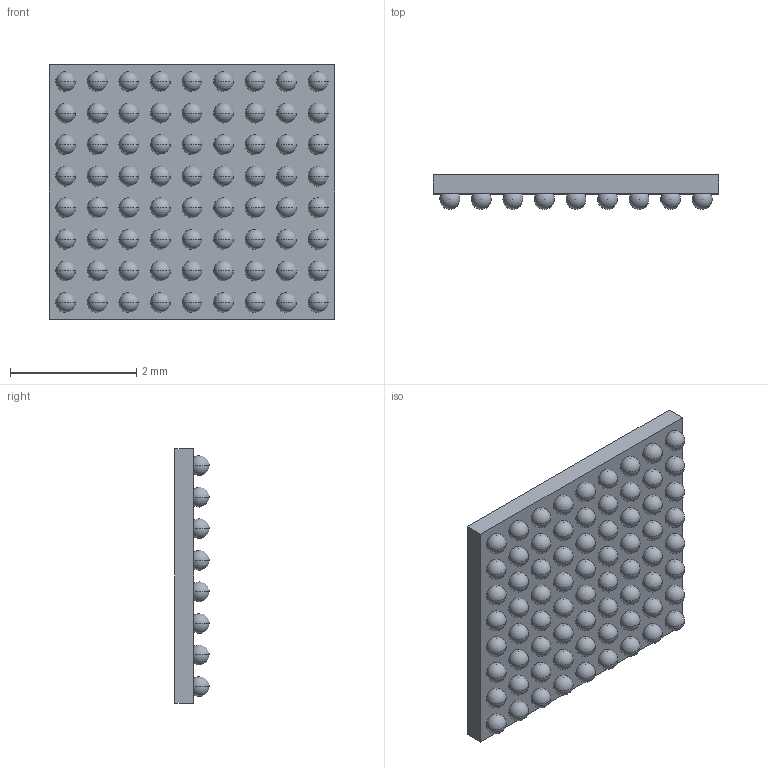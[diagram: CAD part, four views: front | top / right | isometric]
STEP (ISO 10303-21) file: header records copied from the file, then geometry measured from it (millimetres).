
FILE_DESCRIPTION (( 'STEP AP214' ), '1' );
FILE_NAME ('wm8994.STEP', '2020-03-27T19:18:08', ( '' ), ( '' ), 'SwSTEP 2.0', 'SolidWorks 2018', '' );
FILE_SCHEMA (( 'AUTOMOTIVE_DESIGN' ));
Length unit declared in the file: millimetre
Products named in the file (3): wm8994-body; wm8994; wm8994-ball
Assembly tree (73 placements, depth 2):
  wm8994
    wm8994-body
    wm8994-ball  x72
Bounding box: 4.52 x 0.54 x 4.03 mm (x, y, z)
Volume: 6.5 mm3; surface area: 62.8 mm2
Topology: 73 solids, 73 shells, 225 faces, 666 edges, 444 vertices
Faces by surface type: sphere 144, plane 79, cylinder 2
Entity records: 1079 total; most frequent: DIRECTION 206, CARTESIAN_POINT 125, AXIS2_PLACEMENT_3D 96, PRODUCT_DEFINITION_SHAPE 76, ITEM_DEFINED_TRANSFORMATION 73, CONTEXT_DEPENDENT_SHAPE_REPRESENTATION 73, NEXT_ASSEMBLY_USAGE_OCCURRENCE 73, ORIENTED_EDGE 44
